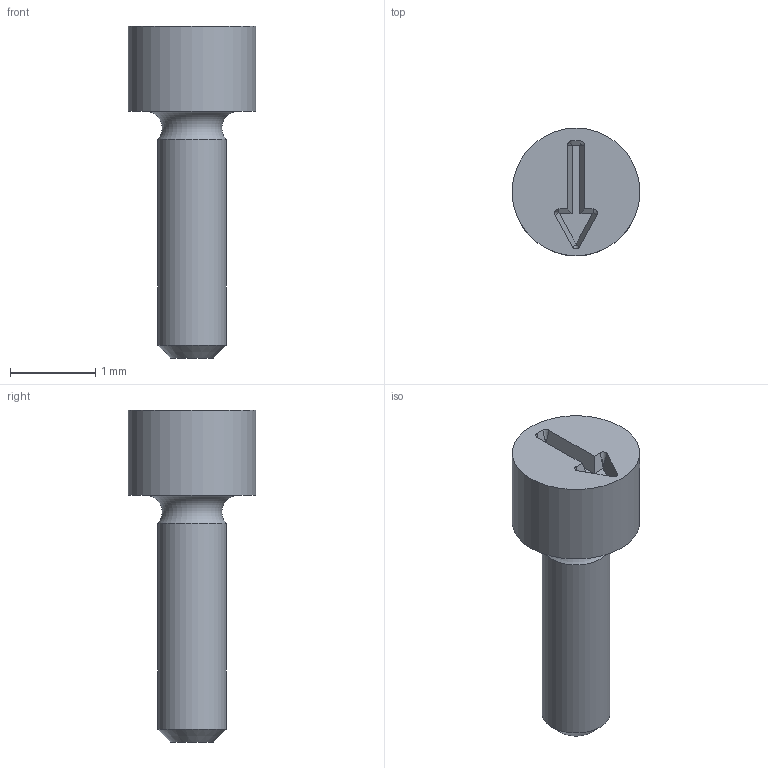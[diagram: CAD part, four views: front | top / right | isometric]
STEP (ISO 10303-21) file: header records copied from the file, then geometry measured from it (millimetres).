
FILE_DESCRIPTION(/* description */ (''),/* implementation_level */ '2;1');
FILE_NAME(/* name */ 'Dati-1300_G$3$00.stp',/* time_stamp */ '2025-08-12T15:51:32+02:00',/* author */ ('olafg'),/* organization */ (''),/* preprocessor_version */ 'ST-DEVELOPER v20',/* originating_system */ 'Autodesk Inventor 2024',/* authorisation */ '');
FILE_SCHEMA (('AUTOMOTIVE_DESIGN { 1 0 10303 214 3 1 1 }'));
Length unit declared in the file: millimetre
Products named in the file (1): 2003-05-00 Stelleinsatz
Bounding box: 1.5 x 1.5 x 3.9 mm (x, y, z)
Volume: 3.1 mm3; surface area: 15.6 mm2
Topology: 1 solids, 1 shells, 20 faces, 52 edges, 31 vertices
Faces by surface type: plane 11, cone 5, cylinder 2, bspline 1, torus 1
Full cylindrical faces by diameter (mm): 0.8 x1, 1.5 x1
Entity records: 637 total; most frequent: CARTESIAN_POINT 125, DIRECTION 97, ORIENTED_EDGE 94, EDGE_CURVE 47, LINE 33, VECTOR 33, AXIS2_PLACEMENT_3D 32, VERTEX_POINT 31
